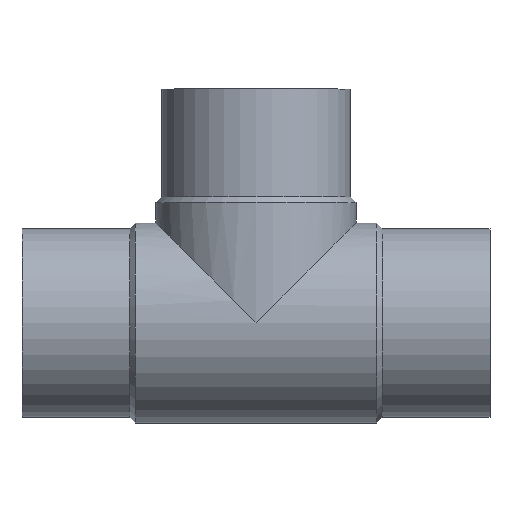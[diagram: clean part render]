
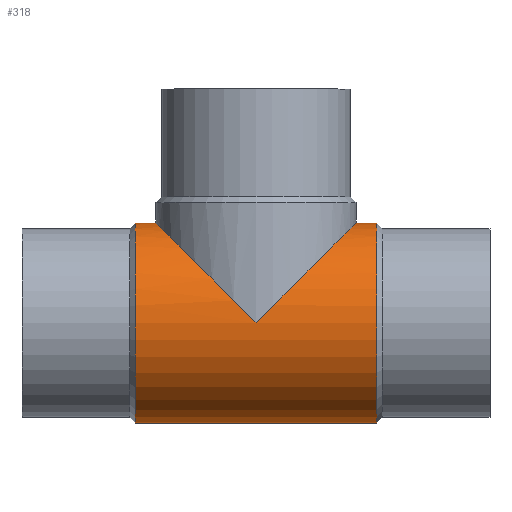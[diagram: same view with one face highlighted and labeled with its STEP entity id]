
A CAD part, top view. The second image highlights one B-rep face of the part: STEP entity #318.
In plain terms, the highlighted cylindrical face has radius 148.3 mm (diameter 296.6 mm), a partial arc.
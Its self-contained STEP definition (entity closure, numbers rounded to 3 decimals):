
#156 = VERTEX_POINT( '', #399 );
#194 = VERTEX_POINT( '', #442 );
#222 = EDGE_CURVE( '', #284, #266, #472, .T. );
#234 = VERTEX_POINT( '', #485 );
#246 = EDGE_CURVE( '', #266, #328, #498, .T. );
#266 = VERTEX_POINT( '', #521 );
#272 = EDGE_CURVE( '', #194, #156, #527, .T. );
#284 = VERTEX_POINT( '', #540 );
#296 = EDGE_CURVE( '', #302, #156, #552, .T. );
#302 = VERTEX_POINT( '', #558 );
#308 = EDGE_CURVE( '', #234, #284, #565, .T. );
#318 = ADVANCED_FACE( '', ( #577 ), #578, .T. );
#328 = VERTEX_POINT( '', #589 );
#352 = EDGE_CURVE( '', #194, #234, #618, .T. );
#356 = EDGE_CURVE( '', #328, #302, #622, .T. );
#399 = CARTESIAN_POINT( '', ( -525.7, 148.3, 0. ) );
#442 = CARTESIAN_POINT( '', ( -525.7, -148.3, 0. ) );
#472 = LINE( '', #757, #758 );
#485 = CARTESIAN_POINT( '', ( -168.3, -148.3, 0. ) );
#498 = ELLIPSE( '', #791, 209.728, 148.3 );
#521 = CARTESIAN_POINT( '', ( -198.7, 148.3, 0. ) );
#527 = CIRCLE( '', #831, 148.3 );
#540 = CARTESIAN_POINT( '', ( -168.3, 148.3, 0. ) );
#552 = LINE( '', #868, #869 );
#558 = CARTESIAN_POINT( '', ( -495.3, 148.3, 0. ) );
#565 = CIRCLE( '', #889, 148.3 );
#577 = FACE_OUTER_BOUND( '', #902, .T. );
#578 = CYLINDRICAL_SURFACE( '', #903, 148.3 );
#589 = CARTESIAN_POINT( '', ( -347., 0., 148.3 ) );
#618 = LINE( '', #950, #951 );
#622 = ELLIPSE( '', #956, 209.728, 148.3 );
#757 = CARTESIAN_POINT( '', ( -347., 148.3, 0. ) );
#758 = VECTOR( '', #1090, 1. );
#791 = AXIS2_PLACEMENT_3D( '', #1115, #1116, #1117 );
#831 = AXIS2_PLACEMENT_3D( '', #1150, #1151, #1152 );
#868 = CARTESIAN_POINT( '', ( -347., 148.3, 0. ) );
#869 = VECTOR( '', #1184, 1. );
#889 = AXIS2_PLACEMENT_3D( '', #1197, #1198, #1199 );
#902 = EDGE_LOOP( '', ( #1212, #1213, #1214, #1215, #1216, #1217, #1218 ) );
#903 = AXIS2_PLACEMENT_3D( '', #1219, #1220, #1221 );
#950 = CARTESIAN_POINT( '', ( -347., -148.3, 0. ) );
#951 = VECTOR( '', #1275, 1. );
#956 = AXIS2_PLACEMENT_3D( '', #1276, #1277, #1278 );
#1090 = DIRECTION( '', ( -1., 0., 0. ) );
#1115 = CARTESIAN_POINT( '', ( -347., 0., 0. ) );
#1116 = DIRECTION( '', ( 0.707, -0.707, 0. ) );
#1117 = DIRECTION( '', ( 0.707, 0.707, 0. ) );
#1150 = CARTESIAN_POINT( '', ( -525.7, 0., 0. ) );
#1151 = DIRECTION( '', ( -1., 0., 0. ) );
#1152 = DIRECTION( '', ( 0., 1., 0. ) );
#1184 = DIRECTION( '', ( -1., 0., 0. ) );
#1197 = CARTESIAN_POINT( '', ( -168.3, 0., 0. ) );
#1198 = DIRECTION( '', ( -1., 0., 0. ) );
#1199 = DIRECTION( '', ( 0., 1., 0. ) );
#1212 = ORIENTED_EDGE( '', *, *, #222, .T. );
#1213 = ORIENTED_EDGE( '', *, *, #246, .T. );
#1214 = ORIENTED_EDGE( '', *, *, #356, .T. );
#1215 = ORIENTED_EDGE( '', *, *, #296, .T. );
#1216 = ORIENTED_EDGE( '', *, *, #272, .F. );
#1217 = ORIENTED_EDGE( '', *, *, #352, .T. );
#1218 = ORIENTED_EDGE( '', *, *, #308, .T. );
#1219 = CARTESIAN_POINT( '', ( -347., 0., 0. ) );
#1220 = DIRECTION( '', ( 1., 0., 0. ) );
#1221 = DIRECTION( '', ( 0., 1., 0. ) );
#1275 = DIRECTION( '', ( 1., 0., 0. ) );
#1276 = CARTESIAN_POINT( '', ( -347., 0., 0. ) );
#1277 = DIRECTION( '', ( -0.707, -0.707, 0. ) );
#1278 = DIRECTION( '', ( 0.707, -0.707, 0. ) );
